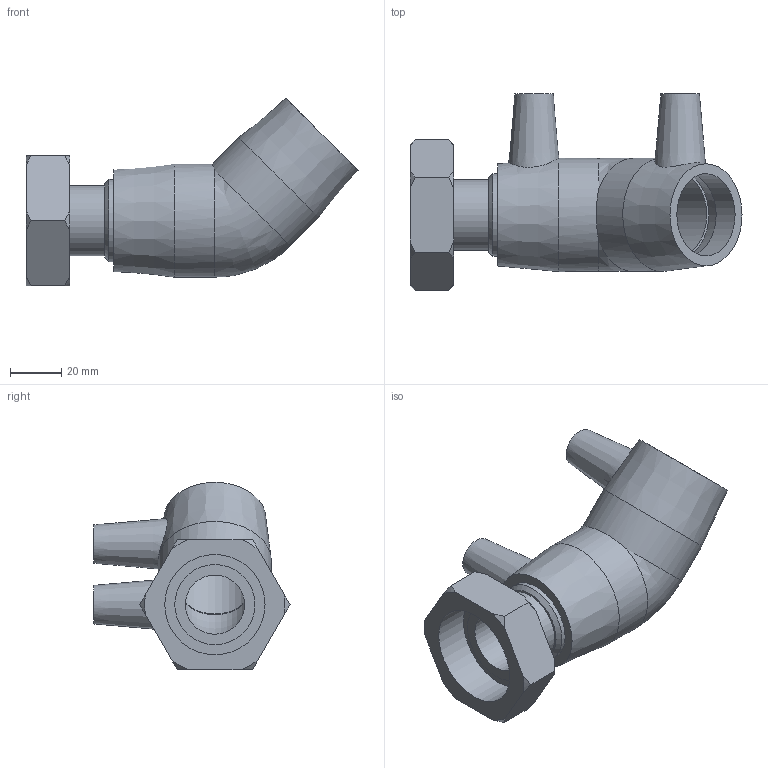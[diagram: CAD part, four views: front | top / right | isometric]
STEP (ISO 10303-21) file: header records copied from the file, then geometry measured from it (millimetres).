
FILE_DESCRIPTION(/* description */ ('PLASSON 45° ELBOW FEMALE FREE NUT TRANSITION 32-1.1/4"'),/* implementation_level */ '2;1');
FILE_NAME(/* name */ '494604032013.ipt.stp',/* time_stamp */ '2017-11-06T09:17:27+02:00',/* author */ ('KIM'),/* organization */ (''),/* preprocessor_version */ 'ST-DEVELOPER v15.6',/* originating_system */ 'Autodesk Inventor 2015',/* authorisation */ '');
FILE_SCHEMA (('AUTOMOTIVE_DESIGN { 1 0 10303 214 3 1 1 }'));
Length unit declared in the file: millimetre
Products named in the file (1): 494604032013
Bounding box: 129 x 76.21 x 72.85 mm (x, y, z)
Volume: 113535.2 mm3; surface area: 38650 mm2
Topology: 1 solids, 2 shells, 62 faces, 140 edges, 91 vertices
Faces by surface type: plane 23, cone 21, cylinder 16, bspline 1, torus 1
Full cylindrical faces by diameter (mm): 4 x2, 10 x2, 23 x1, 27.2 x2, 27.266 x1, 31.162 x1, 32 x4, 38.952 x1, 44 x2
Entity records: 1598 total; most frequent: CARTESIAN_POINT 396, DIRECTION 250, ORIENTED_EDGE 204, AXIS2_PLACEMENT_3D 116, EDGE_CURVE 102, EDGE_LOOP 101, VERTEX_POINT 79, FACE_OUTER_BOUND 62
